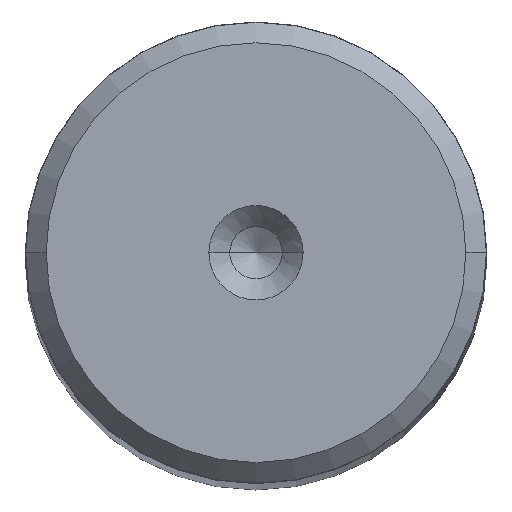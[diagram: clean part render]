
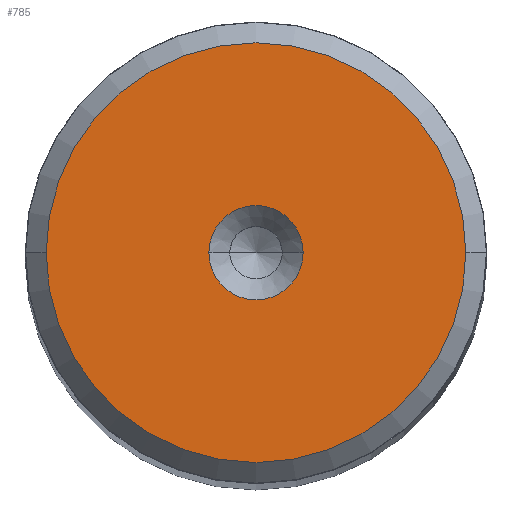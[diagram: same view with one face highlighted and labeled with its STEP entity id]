
A CAD part, top view. The second image highlights one B-rep face of the part: STEP entity #785.
In plain terms, the highlighted planar face has unit normal (0, 0, 1).
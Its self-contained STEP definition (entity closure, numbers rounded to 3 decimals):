
#101 = DIRECTION ( 'NONE',  ( 0., 0., 1. ) ) ;
#137 = CARTESIAN_POINT ( 'NONE',  ( 0., 0., 180. ) ) ;
#272 = CARTESIAN_POINT ( 'NONE',  ( 0., 0., 180. ) ) ;
#287 = DIRECTION ( 'NONE',  ( 1., 0., 0. ) ) ;
#338 = CARTESIAN_POINT ( 'NONE',  ( 2.25, 0., 180. ) ) ;
#355 = EDGE_LOOP ( 'NONE', ( #437, #1054 ) ) ;
#377 = CIRCLE ( 'NONE', #1303, 10.009 ) ;
#412 = CARTESIAN_POINT ( 'NONE',  ( -2.25, 0., 180. ) ) ;
#418 = PLANE ( 'NONE',  #1929 ) ;
#437 = ORIENTED_EDGE ( 'NONE', *, *, #2218, .T. ) ;
#670 = DIRECTION ( 'NONE',  ( 0., 0., 1. ) ) ;
#675 = CARTESIAN_POINT ( 'NONE',  ( 0., 0., 180. ) ) ;
#700 = DIRECTION ( 'NONE',  ( 0., 0., 1. ) ) ;
#701 = VERTEX_POINT ( 'NONE', #338 ) ;
#785 = ADVANCED_FACE ( 'NONE', ( #2146, #1556 ), #418, .T. ) ;
#944 = VERTEX_POINT ( 'NONE', #412 ) ;
#1003 = DIRECTION ( 'NONE',  ( 0., 0., 1. ) ) ;
#1054 = ORIENTED_EDGE ( 'NONE', *, *, #2095, .T. ) ;
#1073 = AXIS2_PLACEMENT_3D ( 'NONE', #1565, #670, #1931 ) ;
#1178 = DIRECTION ( 'NONE',  ( 1., 0., 0. ) ) ;
#1303 = AXIS2_PLACEMENT_3D ( 'NONE', #1741, #101, #1178 ) ;
#1333 = AXIS2_PLACEMENT_3D ( 'NONE', #272, #1003, #287 ) ;
#1381 = CARTESIAN_POINT ( 'NONE',  ( 10.009, 0., 180. ) ) ;
#1430 = VERTEX_POINT ( 'NONE', #1381 ) ;
#1453 = EDGE_CURVE ( 'NONE', #701, #944, #1552, .T. ) ;
#1548 = VERTEX_POINT ( 'NONE', #1575 ) ;
#1552 = CIRCLE ( 'NONE', #1073, 2.25 ) ;
#1553 = DIRECTION ( 'NONE',  ( 0., 0., 1. ) ) ;
#1556 = FACE_OUTER_BOUND ( 'NONE', #355, .T. ) ;
#1565 = CARTESIAN_POINT ( 'NONE',  ( 0., 0., 180. ) ) ;
#1575 = CARTESIAN_POINT ( 'NONE',  ( -10.009, 0., 180. ) ) ;
#1741 = CARTESIAN_POINT ( 'NONE',  ( 0., 0., 180. ) ) ;
#1752 = DIRECTION ( 'NONE',  ( 1., 0., 0. ) ) ;
#1765 = DIRECTION ( 'NONE',  ( 1., 0., 0. ) ) ;
#1888 = CIRCLE ( 'NONE', #1333, 10.009 ) ;
#1911 = EDGE_LOOP ( 'NONE', ( #2192, #2378 ) ) ;
#1929 = AXIS2_PLACEMENT_3D ( 'NONE', #675, #1553, #1765 ) ;
#1931 = DIRECTION ( 'NONE',  ( 1., 0., 0. ) ) ;
#2095 = EDGE_CURVE ( 'NONE', #1430, #1548, #1888, .T. ) ;
#2146 = FACE_BOUND ( 'NONE', #1911, .T. ) ;
#2151 = AXIS2_PLACEMENT_3D ( 'NONE', #137, #700, #1752 ) ;
#2192 = ORIENTED_EDGE ( 'NONE', *, *, #1453, .F. ) ;
#2218 = EDGE_CURVE ( 'NONE', #1548, #1430, #377, .T. ) ;
#2254 = CIRCLE ( 'NONE', #2151, 2.25 ) ;
#2348 = EDGE_CURVE ( 'NONE', #944, #701, #2254, .T. ) ;
#2378 = ORIENTED_EDGE ( 'NONE', *, *, #2348, .F. ) ;
